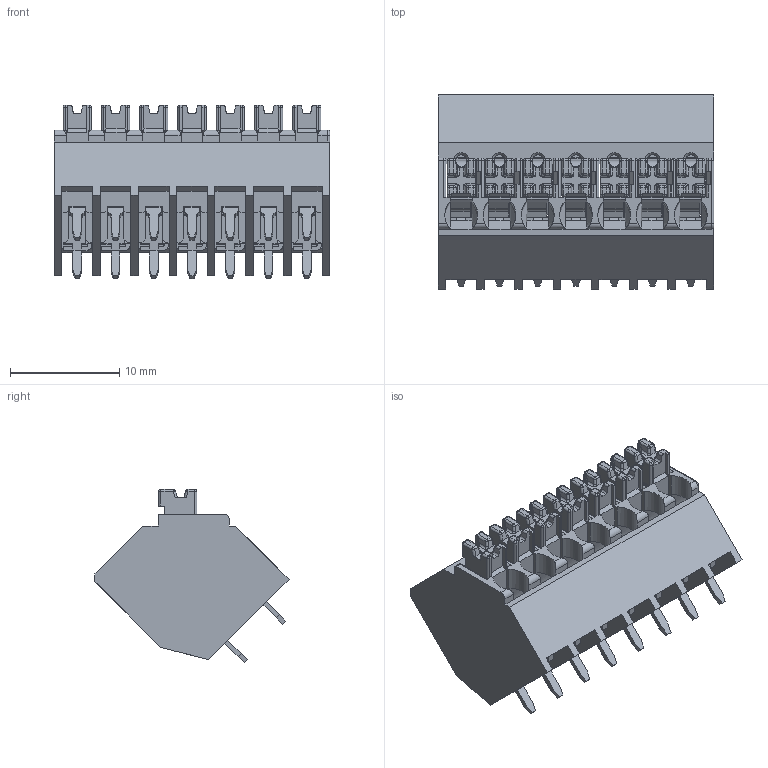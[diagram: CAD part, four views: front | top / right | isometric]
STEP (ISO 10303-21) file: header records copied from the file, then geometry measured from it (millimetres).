
FILE_DESCRIPTION(/* description */ ('Unknown'),/* implementation_level */ '2;1');
FILE_NAME(/* name */ '691810120007',/* time_stamp */ '2021-10-06T14:44:09+02:00',/* author */ ('Unknown'),/* organization */ ('Unknown'),/* preprocessor_version */ 'ST-DEVELOPER v16.7',/* originating_system */ 'Solid Edge',/* authorisation */ 'Unknown');
FILE_SCHEMA (('AUTOMOTIVE_DESIGN {1 0 10303 214 3 1 1}'));
Length unit declared in the file: millimetre
Products named in the file (5): 6918101200xx; 691410120007; 6918101200xx_SolderPin; 6914101000xx_SpringClamp; 6914101000xx_Lever
Assembly tree (22 placements, depth 2):
  6918101200xx
    691410120007
    6918101200xx_SolderPin  x7
    6914101000xx_SpringClamp  x7
    6914101000xx_Lever  x7
Bounding box: 25.2 x 17.75 x 15.88 mm (x, y, z)
Volume: 1788.9 mm3; surface area: 6107.6 mm2
Topology: 22 solids, 22 shells, 2649 faces, 7297 edges, 4565 vertices
Faces by surface type: plane 1640, cylinder 762, sphere 113, bspline 98, torus 29, cone 7
Entity records: 31722 total; most frequent: CARTESIAN_POINT 6123, ORIENTED_EDGE 5488, DIRECTION 5056, EDGE_CURVE 2744, LINE 2272, VECTOR 2272, VERTEX_POINT 1757, AXIS2_PLACEMENT_3D 1392
